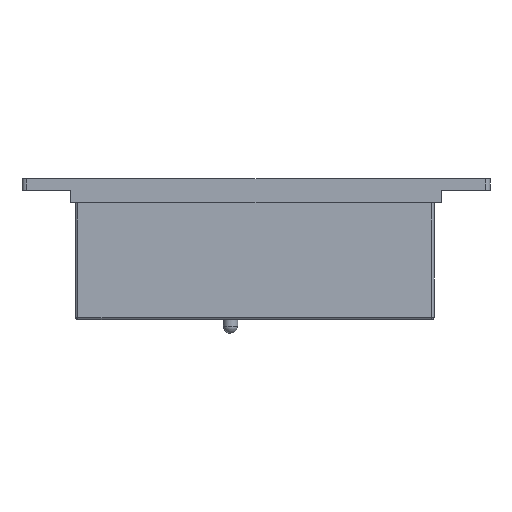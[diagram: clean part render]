
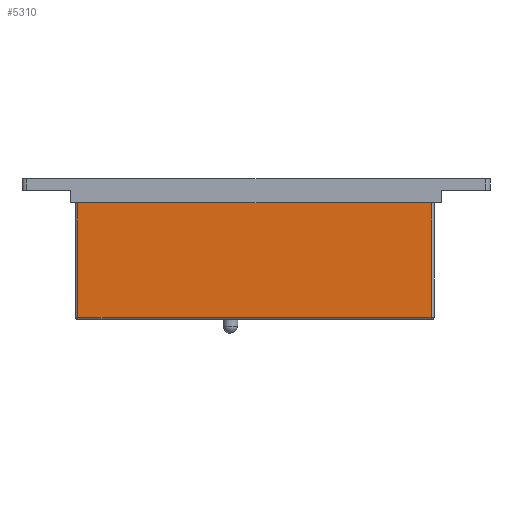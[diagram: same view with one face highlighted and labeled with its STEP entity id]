
A CAD part, front view. The second image highlights one B-rep face of the part: STEP entity #5310.
In plain terms, the highlighted planar face has unit normal (0, -1, 0).
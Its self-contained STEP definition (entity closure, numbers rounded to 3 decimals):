
#394=FACE_OUTER_BOUND('',#704,.T.);
#704=EDGE_LOOP('',(#4110,#4111,#4112,#4113));
#1053=LINE('',#7610,#1557);
#1056=LINE('',#7618,#1560);
#1057=LINE('',#7622,#1561);
#1353=LINE('',#8557,#1857);
#1557=VECTOR('',#6063,10.);
#1560=VECTOR('',#6070,10.);
#1561=VECTOR('',#6077,10.);
#1857=VECTOR('',#6655,10.);
#2086=VERTEX_POINT('',#7607);
#2087=VERTEX_POINT('',#7609);
#2089=VERTEX_POINT('',#7615);
#2090=VERTEX_POINT('',#7617);
#2591=EDGE_CURVE('',#2086,#2087,#1053,.T.);
#2595=EDGE_CURVE('',#2089,#2090,#1056,.T.);
#2598=EDGE_CURVE('',#2090,#2086,#1057,.T.);
#2949=EDGE_CURVE('',#2089,#2087,#1353,.T.);
#4110=ORIENTED_EDGE('',*,*,#2949,.T.);
#4111=ORIENTED_EDGE('',*,*,#2591,.F.);
#4112=ORIENTED_EDGE('',*,*,#2598,.F.);
#4113=ORIENTED_EDGE('',*,*,#2595,.F.);
#4791=PLANE('',#5658);
#5310=ADVANCED_FACE('',(#394),#4791,.T.);
#5658=AXIS2_PLACEMENT_3D('',#8556,#6653,#6654);
#6063=DIRECTION('',(0.,0.,1.));
#6070=DIRECTION('',(0.,0.,-1.));
#6077=DIRECTION('',(-1.,0.,0.));
#6653=DIRECTION('center_axis',(0.,-1.,0.));
#6654=DIRECTION('ref_axis',(0.,0.,-1.));
#6655=DIRECTION('',(-1.,0.,0.));
#7607=CARTESIAN_POINT('',(0.5,0.,0.5));
#7609=CARTESIAN_POINT('',(0.5,0.,24.1));
#7610=CARTESIAN_POINT('',(0.5,0.,0.));
#7615=CARTESIAN_POINT('',(73.5,0.,24.1));
#7617=CARTESIAN_POINT('',(73.5,0.,0.5));
#7618=CARTESIAN_POINT('',(73.5,0.,0.));
#7622=CARTESIAN_POINT('',(55.5,0.,0.5));
#8556=CARTESIAN_POINT('Origin',(74.,0.,0.));
#8557=CARTESIAN_POINT('',(55.625,0.,24.1));
